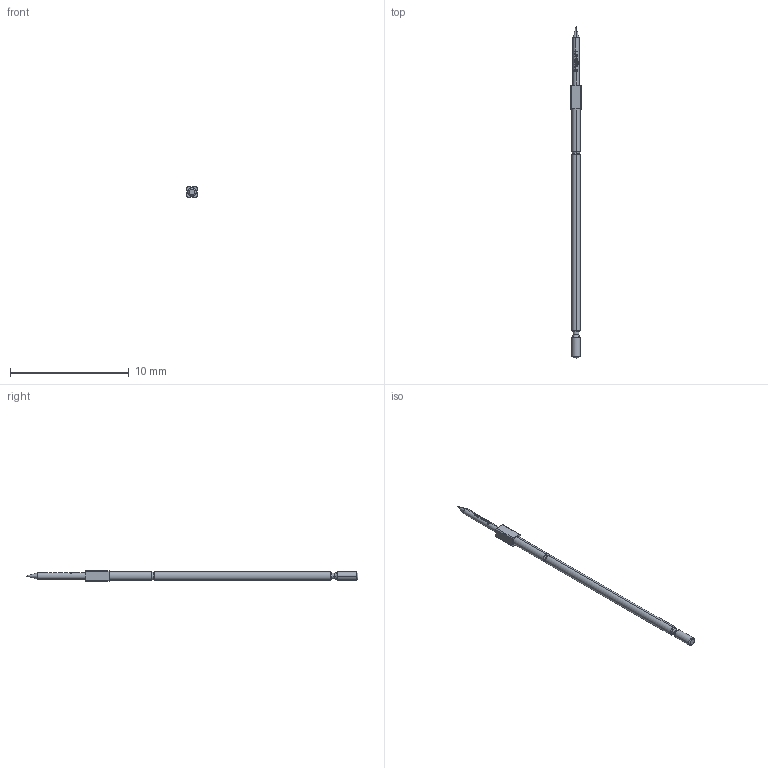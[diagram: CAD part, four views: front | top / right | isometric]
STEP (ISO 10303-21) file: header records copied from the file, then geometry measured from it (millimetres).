
FILE_DESCRIPTION (( 'STEP AP203' ), '1' );
FILE_NAME ('INGUN_GKS-087_301_050_A_xx02_M.STEP', '2021-10-01T06:09:40', ( 'ochi' ), ( '' ), 'SwSTEP 2.0', 'SolidWorks 2018', '' );
FILE_SCHEMA (( 'CONFIG_CONTROL_DESIGN' ));
Length unit declared in the file: millimetre
Products named in the file (1): INGUN_GKS-087_301_050_A_xx02_M
Bounding box: 0.9 x 28 x 0.9 mm (x, y, z)
Volume: 11.5 mm3; surface area: 64.4 mm2
Topology: 1 solids, 1 shells, 107 faces, 289 edges, 186 vertices
Faces by surface type: plane 38, cylinder 33, bspline 22, torus 8, cone 6
Entity records: 5007 total; most frequent: CARTESIAN_POINT 2666, ORIENTED_EDGE 574, DIRECTION 310, EDGE_CURVE 287, B_SPLINE_CURVE_WITH_KNOTS 193, VERTEX_POINT 186, AXIS2_PLACEMENT_3D 130, EDGE_LOOP 111
